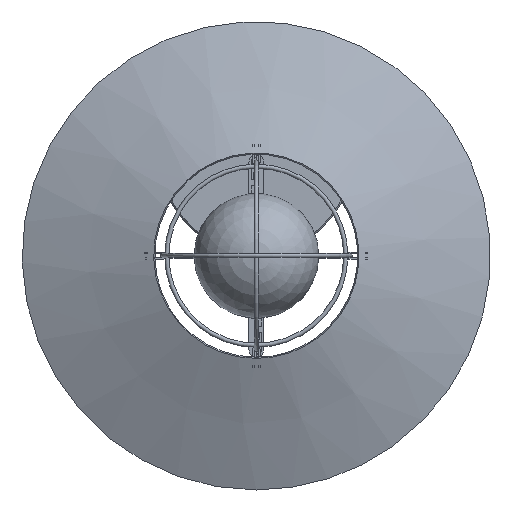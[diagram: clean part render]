
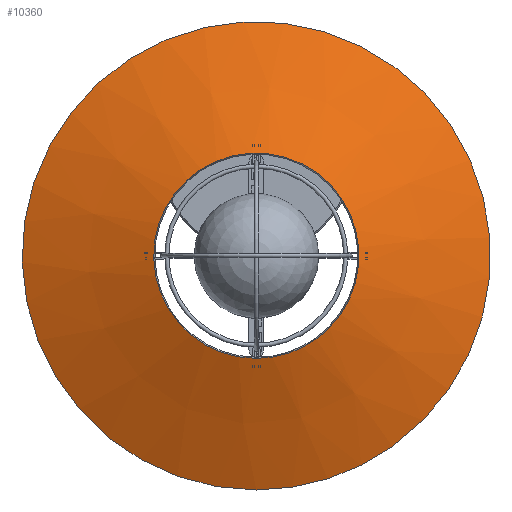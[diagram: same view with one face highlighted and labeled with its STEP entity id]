
A CAD part, top view. The second image highlights one B-rep face of the part: STEP entity #10360.
In plain terms, the highlighted conical face has half-angle 67.543 degrees and reference radius 111.281 mm.
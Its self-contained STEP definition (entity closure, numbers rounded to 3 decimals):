
#747=CONICAL_SURFACE('',#11684,111.281,1.179);
#1379=FACE_OUTER_BOUND('',#1962,.T.);
#1962=EDGE_LOOP('',(#9652,#9653,#9654,#9655,#9656,#9657));
#2921=LINE('',#18425,#3886);
#3886=VECTOR('',#14409,111.281);
#4266=CIRCLE('',#11680,225.);
#4267=CIRCLE('',#11681,225.);
#4270=CIRCLE('',#11685,98.646);
#4271=CIRCLE('',#11686,98.646);
#5252=VERTEX_POINT('',#18411);
#5253=VERTEX_POINT('',#18412);
#5256=VERTEX_POINT('',#18421);
#5257=VERTEX_POINT('',#18422);
#6724=EDGE_CURVE('',#5252,#5253,#4266,.T.);
#6725=EDGE_CURVE('',#5253,#5252,#4267,.T.);
#6729=EDGE_CURVE('',#5256,#5257,#4270,.T.);
#6730=EDGE_CURVE('',#5257,#5256,#4271,.T.);
#6731=EDGE_CURVE('',#5257,#5253,#2921,.T.);
#9652=ORIENTED_EDGE('',*,*,#6729,.F.);
#9653=ORIENTED_EDGE('',*,*,#6730,.F.);
#9654=ORIENTED_EDGE('',*,*,#6731,.T.);
#9655=ORIENTED_EDGE('',*,*,#6725,.T.);
#9656=ORIENTED_EDGE('',*,*,#6724,.T.);
#9657=ORIENTED_EDGE('',*,*,#6731,.F.);
#10360=ADVANCED_FACE('',(#1379),#747,.T.);
#11680=AXIS2_PLACEMENT_3D('',#18413,#14394,#14395);
#11681=AXIS2_PLACEMENT_3D('',#18414,#14396,#14397);
#11684=AXIS2_PLACEMENT_3D('',#18420,#14403,#14404);
#11685=AXIS2_PLACEMENT_3D('',#18423,#14405,#14406);
#11686=AXIS2_PLACEMENT_3D('',#18424,#14407,#14408);
#14394=DIRECTION('center_axis',(0.,0.,1.));
#14395=DIRECTION('ref_axis',(0.,1.,0.));
#14396=DIRECTION('center_axis',(0.,0.,1.));
#14397=DIRECTION('ref_axis',(0.,1.,0.));
#14403=DIRECTION('center_axis',(0.,0.,
-1.));
#14404=DIRECTION('ref_axis',(-0.581,0.814,0.));
#14405=DIRECTION('center_axis',(0.,0.,1.));
#14406=DIRECTION('ref_axis',(0.,1.,0.));
#14407=DIRECTION('center_axis',(0.,0.,1.));
#14408=DIRECTION('ref_axis',(0.,1.,0.));
#14409=DIRECTION('',(0.537,-0.752,-0.382));
#18411=CARTESIAN_POINT('',(0.,-225.,2.772));
#18412=CARTESIAN_POINT('',(130.749,-183.111,2.772));
#18413=CARTESIAN_POINT('Origin',(0.,0.,2.772));
#18414=CARTESIAN_POINT('Origin',(0.,0.,2.772));
#18420=CARTESIAN_POINT('Origin',(0.,0.,
49.777));
#18421=CARTESIAN_POINT('',(0.,-98.646,55.));
#18422=CARTESIAN_POINT('',(57.324,-80.281,55.));
#18423=CARTESIAN_POINT('Origin',(0.,0.,55.));
#18424=CARTESIAN_POINT('Origin',(0.,0.,55.));
#18425=CARTESIAN_POINT('',(64.667,-90.564,49.777));
